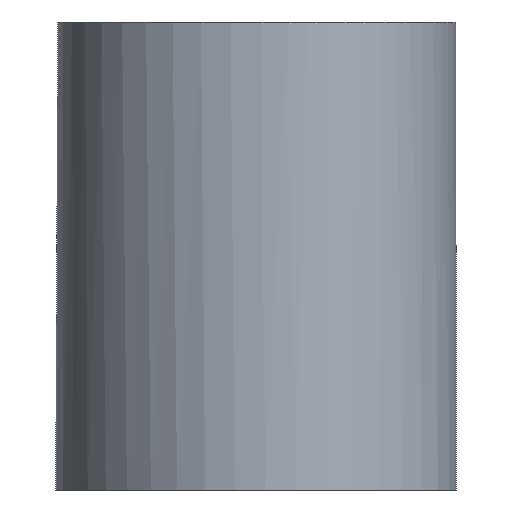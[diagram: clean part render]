
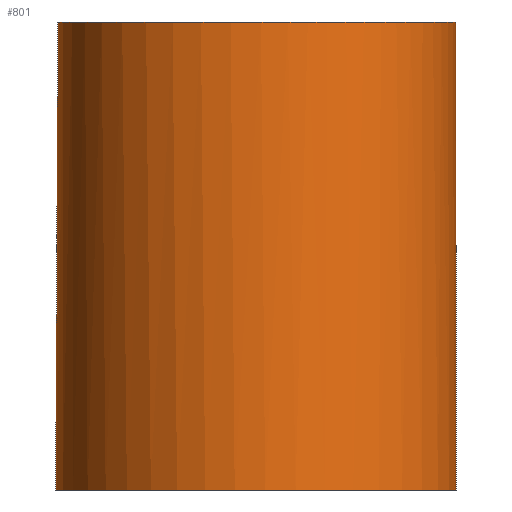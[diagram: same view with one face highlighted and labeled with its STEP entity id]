
A CAD part, left-side view. The second image highlights one B-rep face of the part: STEP entity #801.
In plain terms, the highlighted free-form (B-spline) face has degree [3, 1] with [30, 2] control points.
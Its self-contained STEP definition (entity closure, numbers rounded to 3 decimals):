
#116=CARTESIAN_POINT(' ',(1.,0.,0.));
#121=CARTESIAN_POINT(' ',(1.,0.,2.));
#126=CARTESIAN_POINT(' ',(0.999,0.431,0.));
#131=CARTESIAN_POINT(' ',(0.999,0.431,2.));
#136=CARTESIAN_POINT(' ',(0.499,0.995,0.));
#141=CARTESIAN_POINT(' ',(0.499,0.995,2.));
#146=CARTESIAN_POINT(' ',(-0.359,0.91,0.));
#151=CARTESIAN_POINT(' ',(-0.359,0.91,2.));
#156=CARTESIAN_POINT(' ',(-0.809,0.491,0.));
#161=CARTESIAN_POINT(' ',(-0.809,0.491,2.));
#166=CARTESIAN_POINT(' ',(-0.91,-0.096,0.));
#171=CARTESIAN_POINT(' ',(-0.91,-0.096,2.));
#176=CARTESIAN_POINT(' ',(-0.644,-0.605,0.));
#181=CARTESIAN_POINT(' ',(-0.644,-0.605,2.));
#186=CARTESIAN_POINT(' ',(-0.141,-0.84,0.));
#191=CARTESIAN_POINT(' ',(-0.141,-0.84,2.));
#196=CARTESIAN_POINT(' ',(0.381,-0.726,0.));
#201=CARTESIAN_POINT(' ',(0.381,-0.726,2.));
#206=CARTESIAN_POINT(' ',(0.714,-0.334,0.));
#211=CARTESIAN_POINT(' ',(0.714,-0.334,2.));
#216=CARTESIAN_POINT(' ',(0.739,0.159,0.));
#221=CARTESIAN_POINT(' ',(0.739,0.159,2.));
#226=CARTESIAN_POINT(' ',(0.472,0.55,0.));
#231=CARTESIAN_POINT(' ',(0.472,0.55,2.));
#236=CARTESIAN_POINT(' ',(0.041,0.692,0.));
#241=CARTESIAN_POINT(' ',(0.041,0.692,2.));
#246=CARTESIAN_POINT(' ',(-0.368,0.549,0.));
#251=CARTESIAN_POINT(' ',(-0.368,0.549,2.));
#256=CARTESIAN_POINT(' ',(-0.596,0.204,0.));
#261=CARTESIAN_POINT(' ',(-0.596,0.204,2.));
#266=CARTESIAN_POINT(' ',(-0.568,-0.188,0.));
#271=CARTESIAN_POINT(' ',(-0.568,-0.188,2.));
#276=CARTESIAN_POINT(' ',(-0.321,-0.467,0.));
#281=CARTESIAN_POINT(' ',(-0.321,-0.467,2.));
#286=CARTESIAN_POINT(' ',(0.026,-0.534,0.));
#291=CARTESIAN_POINT(' ',(0.026,-0.534,2.));
#296=CARTESIAN_POINT(' ',(0.323,-0.386,0.));
#301=CARTESIAN_POINT(' ',(0.323,-0.386,2.));
#306=CARTESIAN_POINT(' ',(0.46,-0.105,0.));
#311=CARTESIAN_POINT(' ',(0.46,-0.105,2.));
#316=CARTESIAN_POINT(' ',(0.4,0.182,0.));
#321=CARTESIAN_POINT(' ',(0.4,0.182,2.));
#326=CARTESIAN_POINT(' ',(0.194,0.359,0.));
#331=CARTESIAN_POINT(' ',(0.194,0.359,2.));
#336=CARTESIAN_POINT(' ',(-0.058,0.372,0.));
#341=CARTESIAN_POINT(' ',(-0.058,0.372,2.));
#346=CARTESIAN_POINT(' ',(-0.248,0.24,0.));
#351=CARTESIAN_POINT(' ',(-0.248,0.24,2.));
#356=CARTESIAN_POINT(' ',(-0.311,0.037,0.));
#361=CARTESIAN_POINT(' ',(-0.311,0.037,2.));
#366=CARTESIAN_POINT(' ',(-0.243,-0.143,0.));
#371=CARTESIAN_POINT(' ',(-0.243,-0.143,2.));
#376=CARTESIAN_POINT(' ',(-0.096,-0.231,0.));
#381=CARTESIAN_POINT(' ',(-0.096,-0.231,2.));
#386=CARTESIAN_POINT(' ',(0.093,-0.207,0.));
#391=CARTESIAN_POINT(' ',(0.093,-0.207,2.));
#396=CARTESIAN_POINT(' ',(0.168,-0.078,0.));
#401=CARTESIAN_POINT(' ',(0.168,-0.078,2.));
#406=CARTESIAN_POINT(' ',(0.143,0.,0.));
#411=CARTESIAN_POINT(' ',(0.143,0.,2.));
#416=B_SPLINE_SURFACE_WITH_KNOTS(' ',3,1,((#116,#121),(#126,#131),(#136,#141),(#146,#151),(#156,#161),(#166,#171),(#176,#181),(#186,#191),(#196,#201),(#206,#211),(#216,#221),(#226,#231),(#236,#241),(#246,#251),(#256,#261),(#266,#271),(#276,#281),(#286,#291),(#296,#301),(#306,#311),(#316,#321),(#326,#331),(#336,#341),(#346,#351),(#356,#361),(#366,#371),(#376,#381),(#386,#391),(#396,#401),(#406,#411)),.UNSPECIFIED.,.F.,.F.,.U.,(4,1,1,1,1,1,1,1,1,1,1,1,1,1,1,1,1,1,1,1,1,1,1,1,1,1,1,4),(2,2),(0.,1.241,1.833,2.406,2.96,3.496,4.013,4.51,4.989,5.45,5.891,6.313,6.717,7.102,7.468,7.815,8.143,8.453,8.744,9.016,9.269,9.503,9.719,9.916,10.095,10.254,10.396,10.623),(0.,2.),.UNSPECIFIED.);
#421=CARTESIAN_POINT(' ',(1.,0.,0.));
#426=CARTESIAN_POINT(' ',(0.998,0.532,0.));
#431=CARTESIAN_POINT(' ',(0.476,0.974,0.));
#436=CARTESIAN_POINT(' ',(-0.473,0.885,0.));
#441=CARTESIAN_POINT(' ',(-0.848,0.498,0.));
#446=CARTESIAN_POINT(' ',(-0.869,-0.294,0.));
#451=CARTESIAN_POINT(' ',(-0.621,-0.649,0.));
#456=CARTESIAN_POINT(' ',(0.068,-0.858,0.));
#461=CARTESIAN_POINT(' ',(0.479,-0.688,0.));
#466=CARTESIAN_POINT(' ',(0.797,-0.041,0.));
#471=CARTESIAN_POINT(' ',(0.666,0.401,0.));
#476=CARTESIAN_POINT(' ',(0.027,0.736,0.));
#481=CARTESIAN_POINT(' ',(-0.428,0.574,0.));
#486=CARTESIAN_POINT(' ',(-0.641,-0.038,0.));
#491=CARTESIAN_POINT(' ',(-0.491,-0.378,0.));
#496=CARTESIAN_POINT(' ',(0.042,-0.564,0.));
#501=CARTESIAN_POINT(' ',(0.372,-0.391,0.));
#506=CARTESIAN_POINT(' ',(0.455,0.09,0.));
#511=CARTESIAN_POINT(' ',(0.306,0.322,0.));
#516=CARTESIAN_POINT(' ',(-0.106,0.387,0.));
#521=CARTESIAN_POINT(' ',(-0.325,0.202,0.));
#526=CARTESIAN_POINT(' ',(-0.267,-0.155,0.));
#531=CARTESIAN_POINT(' ',(-0.073,-0.273,0.));
#536=CARTESIAN_POINT(' ',(0.12,-0.148,0.));
#541=CARTESIAN_POINT(' ',(0.16,-0.073,0.));
#546=CARTESIAN_POINT(' ',(0.136,0.,0.));
#551=B_SPLINE_CURVE_WITH_KNOTS('',3,(#421,#426,#431,#436,#441,#446,#451,#456,#461,#466,#471,#476,#481,#486,#491,#496,#501,#506,#511,#516,#521,#526,#531,#536,#541,#546),.UNSPECIFIED.,.F.,.U.,(4,2,2,2,2,2,2,2,2,2,2,2,4),(0.,0.144,0.264,0.364,0.464,0.564,0.664,0.744,0.821,0.88,0.936,0.98,1.),.UNSPECIFIED.);
#556=CARTESIAN_POINT(' ',(1.,0.,0.));
#557=VERTEX_POINT(' ',#556);
#561=CARTESIAN_POINT(' ',(0.136,0.,0.));
#562=VERTEX_POINT(' ',#561);
#566=EDGE_CURVE(' ',#557,#562,#551,.T.);
#571=ORIENTED_EDGE(' ',*,*,#566,.T.);
#576=CARTESIAN_POINT(' ',(0.136,0.,0.));
#581=DIRECTION(' ',(0.,0.,1.));
#586=VECTOR(' ',#581,1.);
#591=LINE('',#576,#586);
#596=CARTESIAN_POINT(' ',(0.136,0.,2.));
#597=VERTEX_POINT(' ',#596);
#601=EDGE_CURVE(' ',#562,#597,#591,.T.);
#606=ORIENTED_EDGE(' ',*,*,#601,.T.);
#611=CARTESIAN_POINT(' ',(0.136,0.,2.));
#616=CARTESIAN_POINT(' ',(0.184,-0.149,2.));
#621=CARTESIAN_POINT(' ',(-0.025,-0.261,2.));
#626=CARTESIAN_POINT(' ',(-0.314,-0.112,2.));
#631=CARTESIAN_POINT(' ',(-0.329,0.137,2.));
#636=CARTESIAN_POINT(' ',(-0.053,0.411,2.));
#641=CARTESIAN_POINT(' ',(0.231,0.366,2.));
#646=CARTESIAN_POINT(' ',(0.497,-0.018,2.));
#651=CARTESIAN_POINT(' ',(0.391,-0.344,2.));
#656=CARTESIAN_POINT(' ',(-0.115,-0.586,2.));
#661=CARTESIAN_POINT(' ',(-0.483,-0.394,2.));
#666=CARTESIAN_POINT(' ',(-0.632,0.181,2.));
#671=CARTESIAN_POINT(' ',(-0.459,0.497,2.));
#676=CARTESIAN_POINT(' ',(0.133,0.726,2.));
#681=CARTESIAN_POINT(' ',(0.535,0.536,2.));
#686=CARTESIAN_POINT(' ',(0.796,-0.12,2.));
#691=CARTESIAN_POINT(' ',(0.625,-0.54,2.));
#696=CARTESIAN_POINT(' ',(-0.017,-0.866,2.));
#701=CARTESIAN_POINT(' ',(-0.446,-0.767,2.));
#706=CARTESIAN_POINT(' ',(-0.944,-0.152,2.));
#711=CARTESIAN_POINT(' ',(-0.895,0.393,2.));
#716=CARTESIAN_POINT(' ',(-0.26,0.981,2.));
#721=CARTESIAN_POINT(' ',(0.27,0.996,2.));
#726=CARTESIAN_POINT(' ',(0.843,0.562,2.));
#731=CARTESIAN_POINT(' ',(0.999,0.292,2.));
#736=CARTESIAN_POINT(' ',(1.,0.,2.));
#741=B_SPLINE_CURVE_WITH_KNOTS('',3,(#611,#616,#621,#626,#631,#636,#641,#646,#651,#656,#661,#666,#671,#676,#681,#686,#691,#696,#701,#706,#711,#716,#721,#726,#731,#736),.UNSPECIFIED.,.F.,.U.,(4,2,2,2,2,2,2,2,2,2,2,2,4),(0.,0.041,0.09,0.149,0.22,0.305,0.385,0.481,0.581,0.681,0.801,0.921,1.),.UNSPECIFIED.);
#746=CARTESIAN_POINT(' ',(1.,0.,2.));
#747=VERTEX_POINT(' ',#746);
#751=EDGE_CURVE(' ',#597,#747,#741,.T.);
#756=ORIENTED_EDGE(' ',*,*,#751,.T.);
#761=CARTESIAN_POINT(' ',(1.,0.,2.));
#766=DIRECTION(' ',(0.,0.,-1.));
#771=VECTOR(' ',#766,1.);
#776=LINE('',#761,#771);
#781=EDGE_CURVE(' ',#747,#557,#776,.T.);
#786=ORIENTED_EDGE(' ',*,*,#781,.T.);
#791=EDGE_LOOP(' ',(#571,#606,#756,#786));
#796=FACE_OUTER_BOUND(' ',#791,.T.);
#801=ADVANCED_FACE('nurbs',(#796),#416,.T.);
